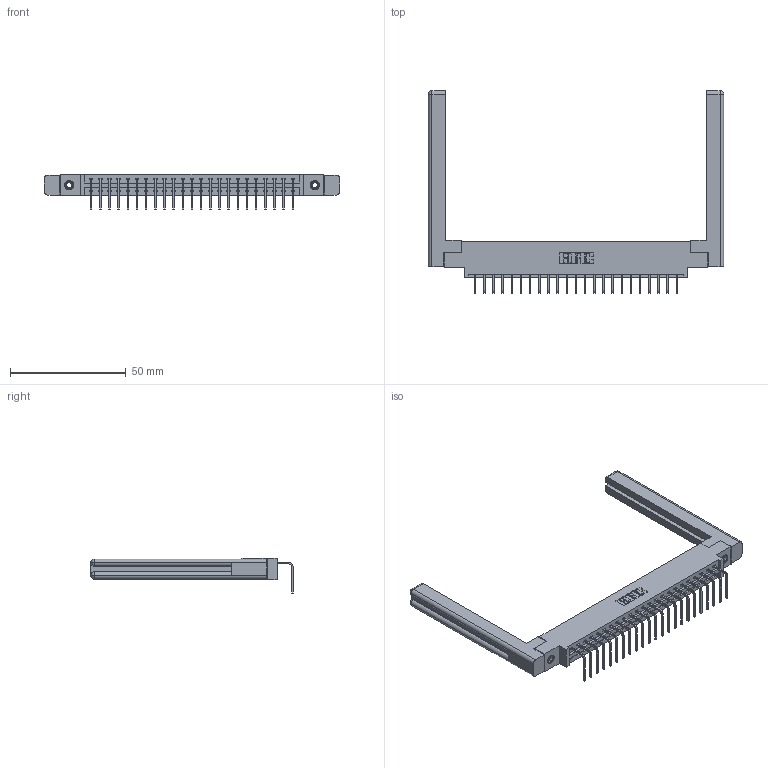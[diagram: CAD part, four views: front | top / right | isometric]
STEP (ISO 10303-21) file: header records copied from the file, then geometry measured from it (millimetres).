
FILE_DESCRIPTION (( 'STEP AP203' ), '1' );
FILE_NAME ('387-023-558-658.STEP', '2019-10-07T18:22:01', ( '' ), ( '' ), 'SwSTEP 2.0', 'SolidWorks 2016', '' );
FILE_SCHEMA (( 'CONFIG_CONTROL_DESIGN' ));
Length unit declared in the file: inch
Products named in the file (5): 337 Part_0.170 Offset - 0.156 Dia-TI; 307-220-058; 387-023-558-658; 345-250-001_345-250-001-102; 345-292-001_558 Tail - 2
Assembly tree (28 placements, depth 2):
  387-023-558-658
    337 Part_0.170 Offset - 0.156 Dia-TI
    345-292-001_558 Tail - 2  x23
    345-250-001_345-250-001-102  x2
    307-220-058  x2
Bounding box: 127.76 x 87.57 x 15.37 mm (x, y, z)
Volume: 20162.2 mm3; surface area: 19108.4 mm2
Topology: 28 solids, 28 shells, 1732 faces, 5139 edges, 3382 vertices
Faces by surface type: plane 1262, cylinder 446, cone 12, torus 12
Entity records: 22404 total; most frequent: CARTESIAN_POINT 3902, ORIENTED_EDGE 3800, DIRECTION 3342, EDGE_CURVE 1900, VECTOR 1724, LINE 1724, VERTEX_POINT 1258, AXIS2_PLACEMENT_3D 809
